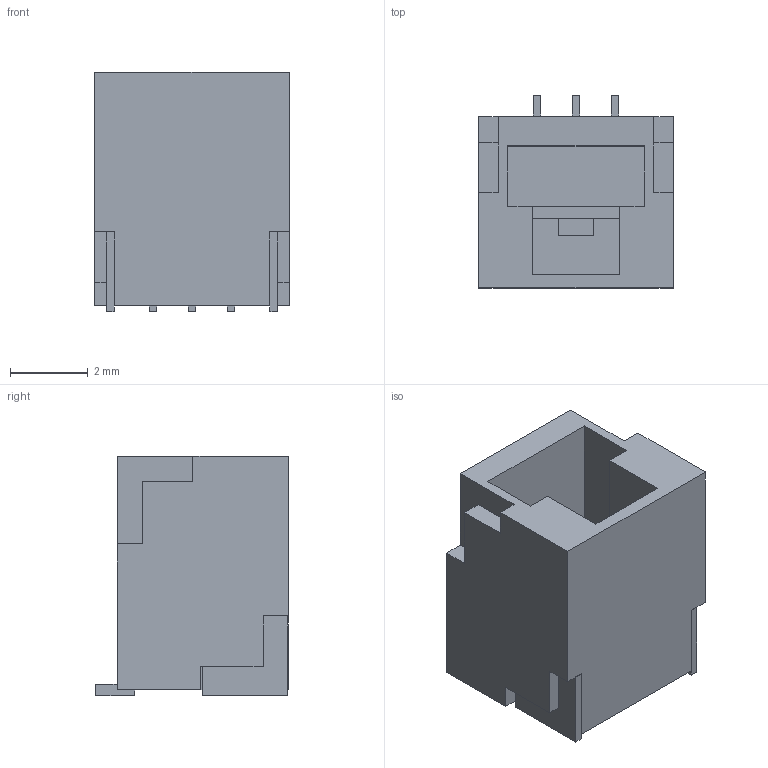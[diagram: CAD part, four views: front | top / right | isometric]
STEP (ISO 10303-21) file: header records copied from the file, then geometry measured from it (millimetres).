
FILE_DESCRIPTION(('FreeCAD Model'),'2;1');
FILE_NAME('BM03B-NSHSS.step','2018-01-17T16:47:53',( 'kicad StepUp'),('ksu MCAD'),'Open CASCADE STEP processor 6.8', 'FreeCAD','Unknown');
FILE_SCHEMA(('AUTOMOTIVE_DESIGN_CC2 { 1 2 10303 214 -1 1 5 4 }'));
Length unit declared in the file: millimetre
Products named in the file (2): ASSEMBLY; BM03B-NSHSS
Assembly tree (1 placements, depth 2):
  ASSEMBLY
    BM03B-NSHSS
Bounding box: 5 x 4.95 x 6.15 mm (x, y, z)
Volume: 85.5 mm3; surface area: 241 mm2
Topology: 1 solids, 1 shells, 72 faces, 200 edges, 132 vertices
Faces by surface type: plane 72
Entity records: 2787 total; most frequent: CARTESIAN_POINT 406, ORIENTED_EDGE 400, DIRECTION 348, EDGE_CURVE 200, LINE 200, VECTOR 200, VERTEX_POINT 132, AXIS2_PLACEMENT_3D 74
